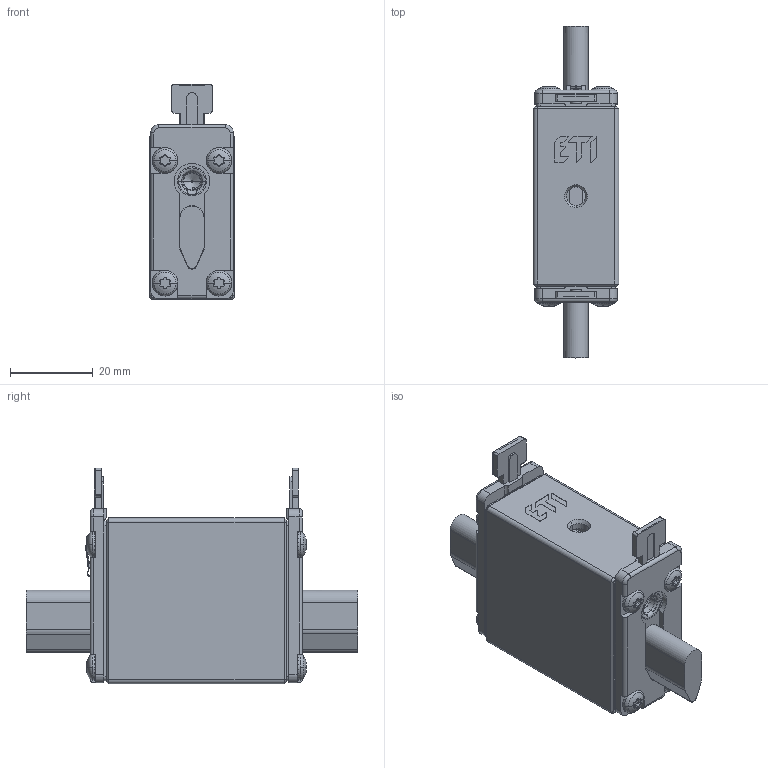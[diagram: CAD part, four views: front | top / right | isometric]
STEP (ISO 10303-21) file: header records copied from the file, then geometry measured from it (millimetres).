
FILE_DESCRIPTION((''),'2;1');
FILE_NAME('NV_00CI_KOMBI_GG_ETI','2018-05-29T',('aljaz.cop'),('Audax d.o.o.'),'CREO PARAMETRIC BY PTC INC, 2015380','CREO PARAMETRIC BY PTC INC, 2015380','');
FILE_SCHEMA(('CONFIG_CONTROL_DESIGN'));
Products named in the file (1): NV_00CI_KOMBI_GG_ETI
Bounding box: 20.7 x 80.1 x 52 mm (x, y, z)
Volume: 31702.9 mm3; surface area: 19470.6 mm2
Topology: 1 solids, 32 shells, 1699 faces, 4390 edges, 2705 vertices
Faces by surface type: plane 795, cylinder 709, cone 91, torus 56, bspline 32, sphere 16
Entity records: 72728 total; most frequent: CARTESIAN_POINT 15508, ORIENTED_EDGE 8666, DIRECTION 8621, PRESENTATION_STYLE_ASSIGNMENT 4590, STYLED_ITEM 4371, CURVE_STYLE 4358, EDGE_CURVE 4358, AXIS2_PLACEMENT_3D 3111
